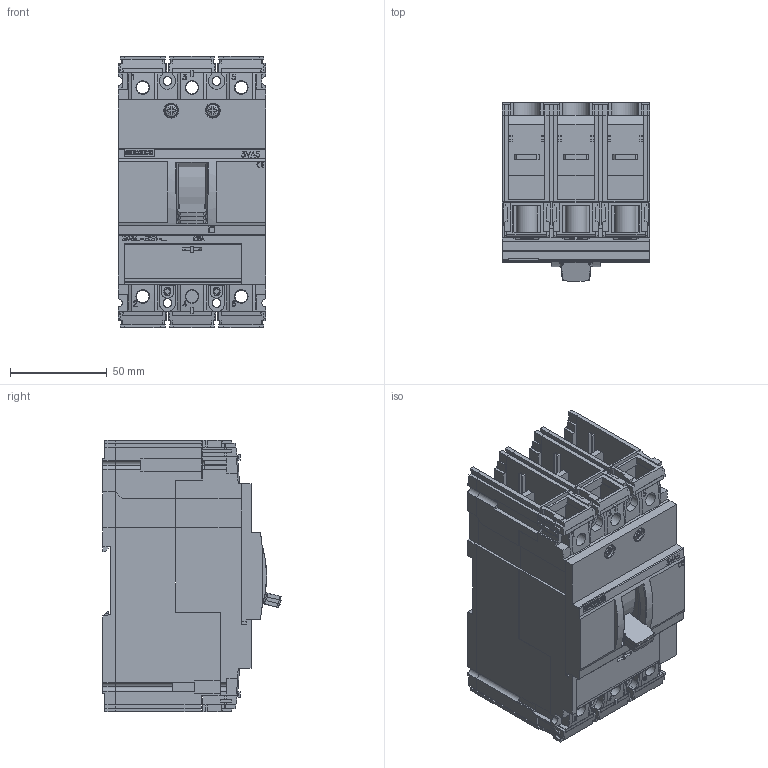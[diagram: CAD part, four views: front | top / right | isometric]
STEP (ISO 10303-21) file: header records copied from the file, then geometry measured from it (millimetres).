
FILE_DESCRIPTION(('no description'),'unknown implementation level');
FILE_NAME('3VA51xxx(EC,GC)310_3D_v.stp',' ',('SIEMENS A&D'),('CADClick - KiM GmbH - www.kimweb.de'),'unknown preprocess','ACIS','unknown authorization');
FILE_SCHEMA(('automotive_design'));
Length unit declared in the file: millimetre
Products named in the file (2): 3VA51..-.EC31-....
Bounding box: 76.2 x 92.06 x 140 mm (x, y, z)
Volume: 638988.4 mm3; surface area: 141212.1 mm2
Topology: 2 solids, 2 shells, 2271 faces, 6784 edges, 4496 vertices
Faces by surface type: plane 1978, cylinder 260, torus 17, cone 16
Entity records: 151340 total; most frequent: CARTESIAN_POINT 14570, ORIENTED_EDGE 13568, STYLED_ITEM 13553, PRESENTATION_STYLE_ASSIGNMENT 13553, COLOUR_RGB 13553, DIRECTION 12137, EDGE_CURVE 6784, CURVE_STYLE 6784
